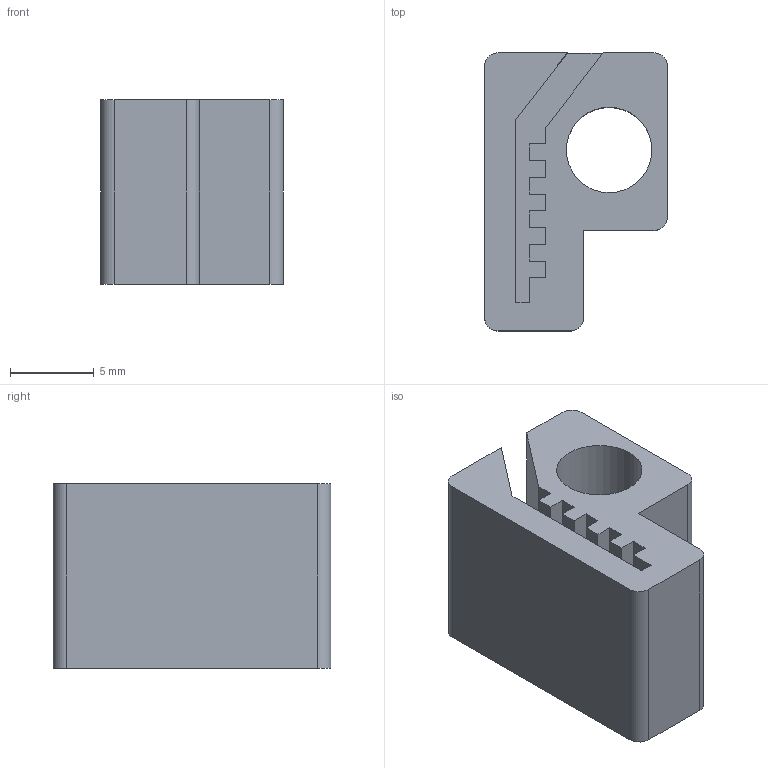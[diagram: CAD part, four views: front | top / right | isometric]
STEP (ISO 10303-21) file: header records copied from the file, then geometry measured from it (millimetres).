
FILE_DESCRIPTION(/* description */ ('xy_joiner_plate'),/* implementation_level */ '2;1');
FILE_NAME(/* name */ 'y_belt_lock_right.step',/* time_stamp */ '2022-08-08T20:20:48+08:00',/* author */ ('user'),/* organization */ (''),/* preprocessor_version */ 'ST-DEVELOPER v19',/* originating_system */ 'Autodesk Inventor 2023',/* authorisation */ '');
FILE_SCHEMA (('AUTOMOTIVE_DESIGN { 1 0 10303 214 3 1 1 }'));
Length unit declared in the file: millimetre
Products named in the file (1): y_belt_lock_right
Bounding box: 10.91 x 16.6 x 11 mm (x, y, z)
Volume: 1189.3 mm3; surface area: 1439.6 mm2
Topology: 1 solids, 1 shells, 38 faces, 108 edges, 73 vertices
Faces by surface type: plane 32, cylinder 6
Full cylindrical faces by diameter (mm): 5.1 x1
Entity records: 1291 total; most frequent: CARTESIAN_POINT 220, ORIENTED_EDGE 216, DIRECTION 198, EDGE_CURVE 108, LINE 96, VECTOR 96, VERTEX_POINT 72, AXIS2_PLACEMENT_3D 51
